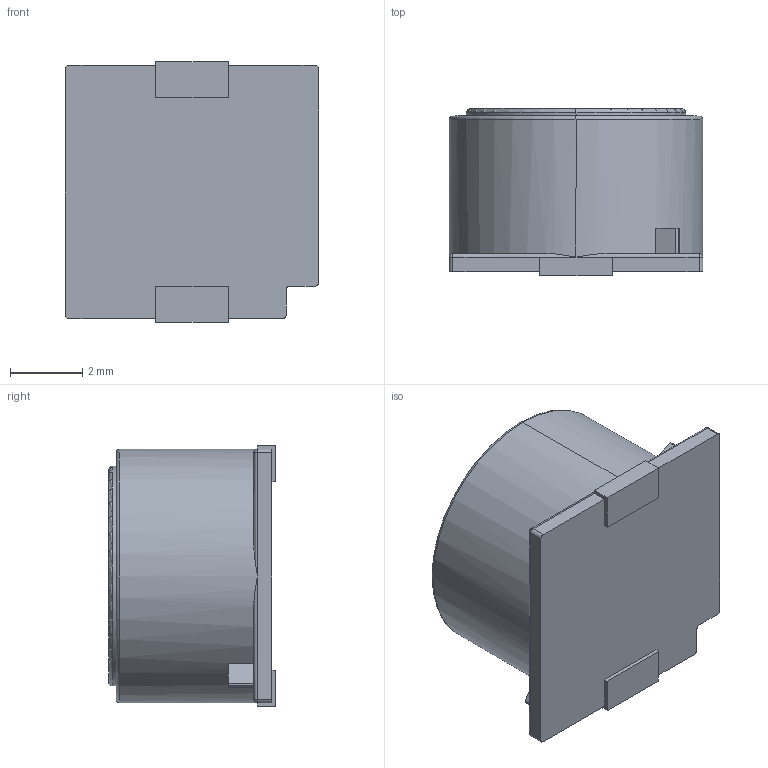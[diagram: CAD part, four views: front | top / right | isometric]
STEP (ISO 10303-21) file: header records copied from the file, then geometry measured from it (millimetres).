
FILE_DESCRIPTION (( 'STEP AP214' ), '1' );
FILE_NAME ('User Library-Coil.STEP', '2013-01-22T14:58:46', ( 'Windows User' ), ( '' ), 'SwSTEP 2.0', 'SolidWorks 2013', '' );
FILE_SCHEMA (( 'AUTOMOTIVE_DESIGN' ));
Length unit declared in the file: millimetre
Products named in the file (1): User Library-Coil
Bounding box: 7 x 4.61 x 7.2 mm (x, y, z)
Volume: 176.9 mm3; surface area: 198.7 mm2
Topology: 1 solids, 1 shells, 159 faces, 431 edges, 274 vertices
Faces by surface type: plane 90, bspline 38, cylinder 20, torus 6, sphere 5
Entity records: 7506 total; most frequent: CARTESIAN_POINT 2521, ORIENTED_EDGE 852, DIRECTION 631, EDGE_CURVE 426, LINE 289, VECTOR 289, VERTEX_POINT 274, AXIS2_PLACEMENT_3D 171
